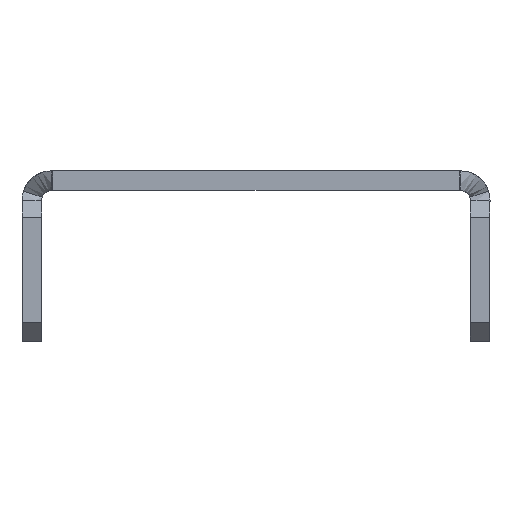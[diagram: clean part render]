
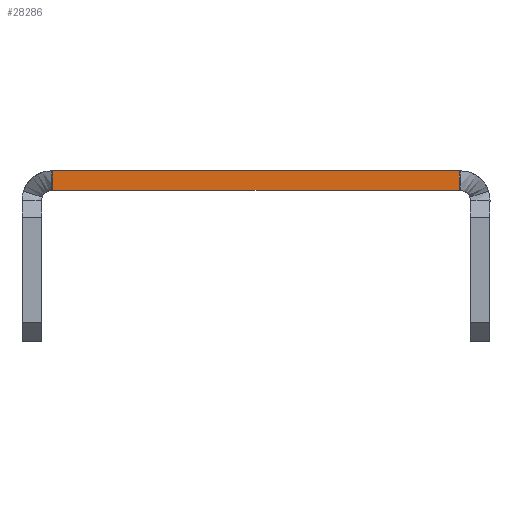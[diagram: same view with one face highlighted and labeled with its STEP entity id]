
A CAD part, front view. The second image highlights one B-rep face of the part: STEP entity #28286.
In plain terms, the highlighted planar face has unit normal (0, -1, 0).
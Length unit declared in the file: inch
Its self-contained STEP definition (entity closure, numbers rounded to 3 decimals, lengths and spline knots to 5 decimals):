
#2467=FACE_OUTER_BOUND('',#3829,.T.);
#3829=EDGE_LOOP('',(#17885,#17886,#17887,#17888));
#5497=LINE('',#40538,#8293);
#5498=LINE('',#40540,#8294);
#5499=LINE('',#40542,#8295);
#5500=LINE('',#40543,#8296);
#8293=VECTOR('',#32366,0.3937);
#8294=VECTOR('',#32367,39.37008);
#8295=VECTOR('',#32368,0.3937);
#8296=VECTOR('',#32369,39.37008);
#11089=VERTEX_POINT('',#40536);
#11090=VERTEX_POINT('',#40537);
#11091=VERTEX_POINT('',#40539);
#11092=VERTEX_POINT('',#40541);
#13797=EDGE_CURVE('',#11089,#11090,#5497,.T.);
#13798=EDGE_CURVE('',#11090,#11091,#5498,.T.);
#13799=EDGE_CURVE('',#11091,#11092,#5499,.T.);
#13800=EDGE_CURVE('',#11089,#11092,#5500,.T.);
#17885=ORIENTED_EDGE('',*,*,#13797,.T.);
#17886=ORIENTED_EDGE('',*,*,#13798,.T.);
#17887=ORIENTED_EDGE('',*,*,#13799,.T.);
#17888=ORIENTED_EDGE('',*,*,#13800,.F.);
#26055=PLANE('',#29668);
#28286=ADVANCED_FACE('',(#2467),#26055,.T.);
#29668=AXIS2_PLACEMENT_3D('',#40535,#32364,#32365);
#32364=DIRECTION('center_axis',(0.,-1.,0.));
#32365=DIRECTION('ref_axis',(0.,0.,-1.));
#32366=DIRECTION('',(-1.,0.,0.));
#32367=DIRECTION('',(0.,0.,-1.));
#32368=DIRECTION('',(1.,0.,0.));
#32369=DIRECTION('',(0.,0.,-1.));
#40535=CARTESIAN_POINT('Origin',(0.05382,-6.25,-0.26639));
#40536=CARTESIAN_POINT('',(0.6514,-6.25,0.));
#40537=CARTESIAN_POINT('',(-0.6514,-6.25,0.));
#40538=CARTESIAN_POINT('',(-0.34809,-6.25,0.));
#40539=CARTESIAN_POINT('',(-0.6514,-6.25,-0.06299));
#40540=CARTESIAN_POINT('',(-0.6514,-6.25,0.));
#40541=CARTESIAN_POINT('',(0.6514,-6.25,-0.06299));
#40542=CARTESIAN_POINT('',(-0.34809,-6.25,-0.06299));
#40543=CARTESIAN_POINT('',(0.6514,-6.25,0.));
